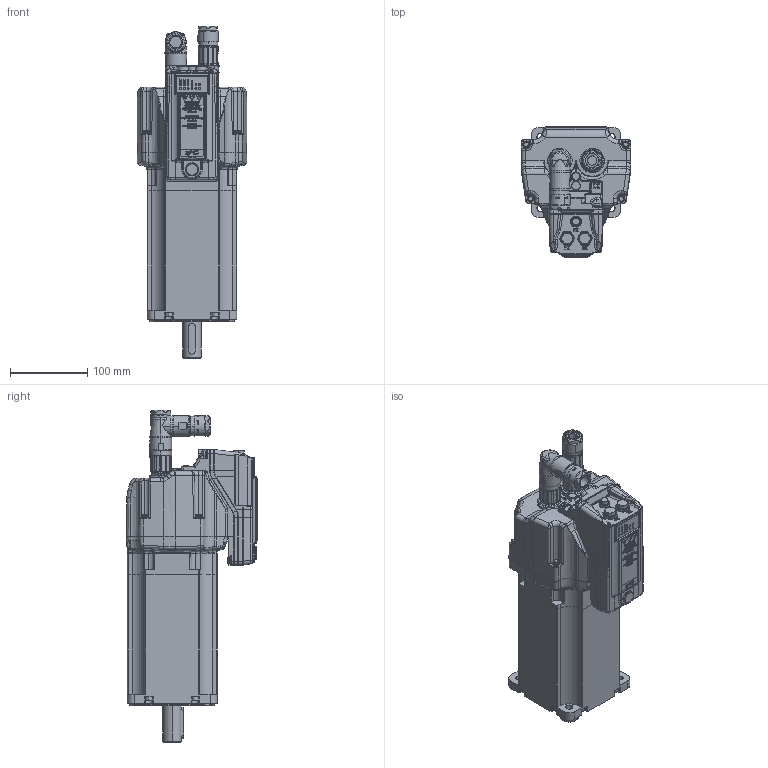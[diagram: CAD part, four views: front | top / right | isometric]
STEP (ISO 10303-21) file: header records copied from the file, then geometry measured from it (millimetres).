
FILE_DESCRIPTION((''),'2;1');
FILE_NAME('ISD520_B64_15U_SF_LIGHT_ASM','2024-08-12T11:42:29',('U319744'),('Danfoss Drives'),'CREO PARAMETRIC BY PTC INC, 2022124','CREO PARAMETRIC BY PTC INC, 2022124','');
FILE_SCHEMA(('CONFIG_CONTROL_DESIGN','GEOMETRIC_VALIDATION_PROPERTIES_MIM'));
Products named in the file (7): ISD520_B64_DRIVE_E2; 175G0336; 175G0337; HUMMEL_755660000S; HUMMEL_7576600000; B64_15U_SF_AFLANGE_STATOR; ISD520_B64_15U_SF_LIGHT_ASM
Assembly tree (6 placements, depth 2):
  ISD520_B64_15U_SF_LIGHT_ASM
    ISD520_B64_DRIVE_E2
    175G0336
    175G0337
    HUMMEL_755660000S
    HUMMEL_7576600000
    B64_15U_SF_AFLANGE_STATOR
Bounding box: 142 x 169 x 429.23 mm (x, y, z)
Volume: 673970.3 mm3; surface area: 436410.5 mm2
Topology: 5 solids, 315 shells, 3379 faces, 11165 edges, 8133 vertices
Faces by surface type: plane 1334, cylinder 877, bspline 526, cone 329, torus 238, extrusion 56, sphere 19
Entity records: 219624 total; most frequent: CARTESIAN_POINT 106561, ORIENTED_EDGE 18562, DIRECTION 16261, EDGE_CURVE 11108, VERTEX_POINT 8133, AXIS2_PLACEMENT_3D 5773, VECTOR 4715, PRESENTATION_STYLE_ASSIGNMENT 4693
